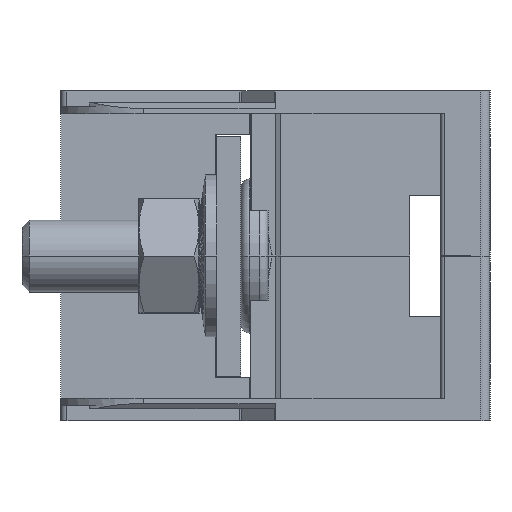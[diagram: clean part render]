
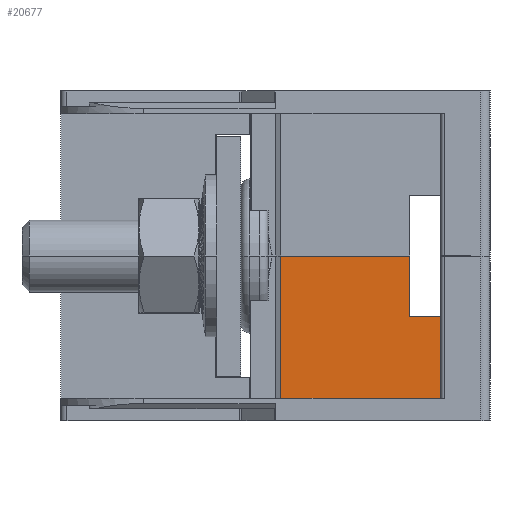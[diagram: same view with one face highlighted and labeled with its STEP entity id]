
A CAD part, left-side view. The second image highlights one B-rep face of the part: STEP entity #20677.
In plain terms, the highlighted planar face has unit normal (-1, 0, 0).
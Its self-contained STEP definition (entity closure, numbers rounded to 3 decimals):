
#15013=DIRECTION('',(0.,1.,0.));
#15014=VECTOR('',#15013,26.714);
#15015=CARTESIAN_POINT('',(-39.8,1.7,-23.7));
#15016=LINE('',#15015,#15014);
#15510=DIRECTION('',(0.,0.,-1.));
#15511=VECTOR('',#15510,23.7);
#15512=CARTESIAN_POINT('',(-39.8,28.414,0.));
#15513=LINE('',#15512,#15511);
#15514=DIRECTION('',(0.,0.,1.));
#15515=VECTOR('',#15514,13.6);
#15516=CARTESIAN_POINT('',(-39.8,1.7,-23.7));
#15517=LINE('',#15516,#15515);
#15518=DIRECTION('',(0.,-1.,0.));
#15519=VECTOR('',#15518,21.514);
#15520=CARTESIAN_POINT('',(-39.8,28.414,0.));
#15521=LINE('',#15520,#15519);
#15522=DIRECTION('',(0.,0.,-1.));
#15523=VECTOR('',#15522,10.1);
#15524=CARTESIAN_POINT('',(-39.8,6.9,0.));
#15525=LINE('',#15524,#15523);
#15534=DIRECTION('',(0.,1.,0.));
#15535=VECTOR('',#15534,5.2);
#15536=CARTESIAN_POINT('',(-39.8,1.7,-10.1));
#15537=LINE('',#15536,#15535);
#17802=CARTESIAN_POINT('',(-39.8,28.414,0.));
#17804=VERTEX_POINT('',#17802);
#17812=CARTESIAN_POINT('',(-39.8,28.414,-23.7));
#17813=VERTEX_POINT('',#17812);
#17924=CARTESIAN_POINT('',(-39.8,6.9,0.));
#17925=CARTESIAN_POINT('',(-39.8,6.9,-10.1));
#17926=VERTEX_POINT('',#17924);
#17927=VERTEX_POINT('',#17925);
#17948=CARTESIAN_POINT('',(-39.8,1.7,-23.7));
#17950=VERTEX_POINT('',#17948);
#17960=CARTESIAN_POINT('',(-39.8,1.7,-10.1));
#17961=VERTEX_POINT('',#17960);
#20662=CARTESIAN_POINT('',(-39.8,1.5,0.));
#20663=DIRECTION('',(1.,0.,0.));
#20664=DIRECTION('',(0.,1.,0.));
#20665=AXIS2_PLACEMENT_3D('',#20662,#20663,#20664);
#20666=PLANE('',#20665);
#20667=ORIENTED_EDGE('',*,*,#20035,.F.);
#20668=ORIENTED_EDGE('',*,*,#19924,.T.);
#20669=ORIENTED_EDGE('',*,*,#20655,.F.);
#20670=ORIENTED_EDGE('',*,*,#18224,.T.);
#20672=ORIENTED_EDGE('',*,*,#20671,.T.);
#20674=ORIENTED_EDGE('',*,*,#20673,.F.);
#20675=EDGE_LOOP('',(#20667,#20668,#20669,#20670,#20672,#20674));
#20676=FACE_OUTER_BOUND('',#20675,.F.);
#18224=EDGE_CURVE('',#17804,#17926,#15521,.T.);
#19924=EDGE_CURVE('',#17950,#17813,#15016,.T.);
#20035=EDGE_CURVE('',#17950,#17961,#15517,.T.);
#20655=EDGE_CURVE('',#17804,#17813,#15513,.T.);
#20671=EDGE_CURVE('',#17926,#17927,#15525,.T.);
#20673=EDGE_CURVE('',#17961,#17927,#15537,.T.);
#20677=ADVANCED_FACE('',(#20676),#20666,.F.);
